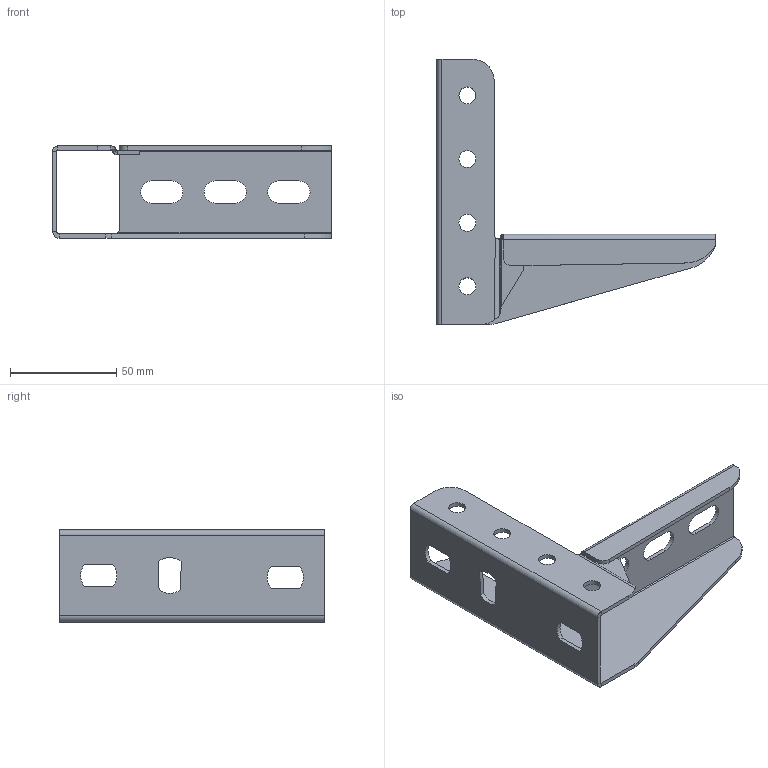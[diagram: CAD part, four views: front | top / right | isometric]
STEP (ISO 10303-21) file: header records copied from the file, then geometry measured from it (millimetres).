
FILE_DESCRIPTION (( 'STEP AP203' ), '1' );
FILE_NAME ('Êîíñîëü ML_BBL5010.STEP', '2012-11-20T08:31:06', ( 'Àñååâ' ), ( '' ), 'SwSTEP 2.0', 'SolidWorks 2012', '' );
FILE_SCHEMA (( 'CONFIG_CONTROL_DESIGN' ));
Length unit declared in the file: millimetre
Products named in the file (1): Êîíñîëü ML_BBL5010
Bounding box: 131.43 x 125 x 43.54 mm (x, y, z)
Volume: 36785.4 mm3; surface area: 39239.2 mm2
Topology: 1 solids, 1 shells, 103 faces, 259 edges, 158 vertices
Faces by surface type: plane 51, cylinder 45, bspline 7
Full cylindrical faces by diameter (mm): 8 x8
Entity records: 3285 total; most frequent: CARTESIAN_POINT 773, ORIENTED_EDGE 494, DIRECTION 489, EDGE_CURVE 247, AXIS2_PLACEMENT_3D 173, VERTEX_POINT 154, VECTOR 143, LINE 143
